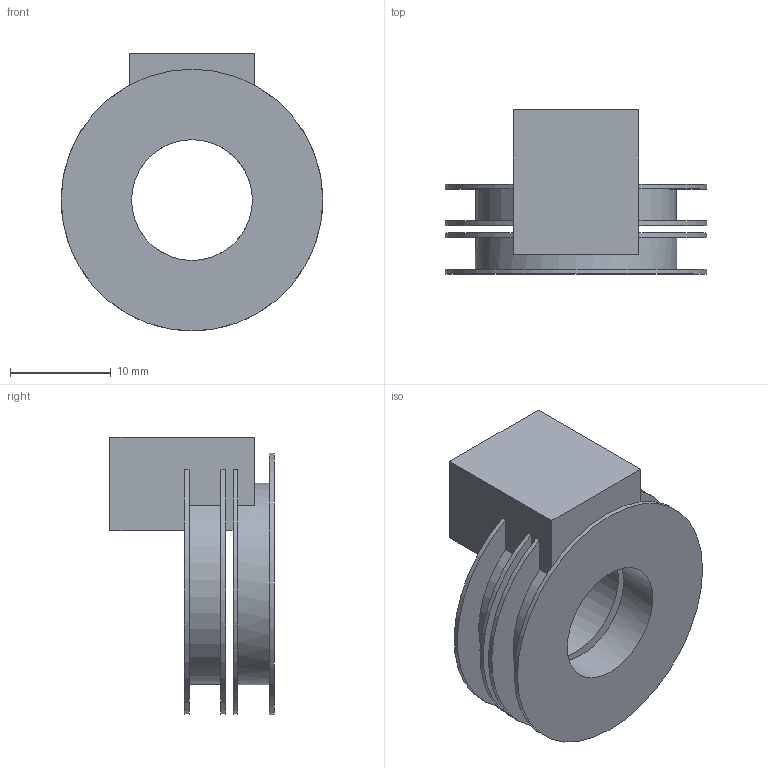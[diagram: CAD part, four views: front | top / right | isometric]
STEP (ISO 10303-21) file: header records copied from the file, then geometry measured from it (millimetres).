
FILE_DESCRIPTION(/* description */ (''),/* implementation_level */ '2;1');
FILE_NAME(/* name */ '00_28by_coil.ipt.step',/* time_stamp */ '2022-11-29T07:34:01+01:00',/* author */ ('diederichbenedict'),/* organization */ (''),/* preprocessor_version */ 'ST-DEVELOPER v18.1',/* originating_system */ 'Autodesk Inventor 2022',/* authorisation */ '');
FILE_SCHEMA (('AUTOMOTIVE_DESIGN { 1 0 10303 214 3 1 1 }'));
Length unit declared in the file: millimetre
Products named in the file (1): 50_ETL_28by_coil
Bounding box: 26 x 16.3 x 27.6 mm (x, y, z)
Volume: 3323.7 mm3; surface area: 3619.2 mm2
Topology: 1 solids, 1 shells, 24 faces, 72 edges, 48 vertices
Faces by surface type: plane 17, cylinder 7
Full cylindrical faces by diameter (mm): 12 x1, 20 x1, 26 x1
Entity records: 867 total; most frequent: CARTESIAN_POINT 145, ORIENTED_EDGE 144, DIRECTION 144, EDGE_CURVE 72, LINE 50, VECTOR 50, VERTEX_POINT 48, AXIS2_PLACEMENT_3D 47
